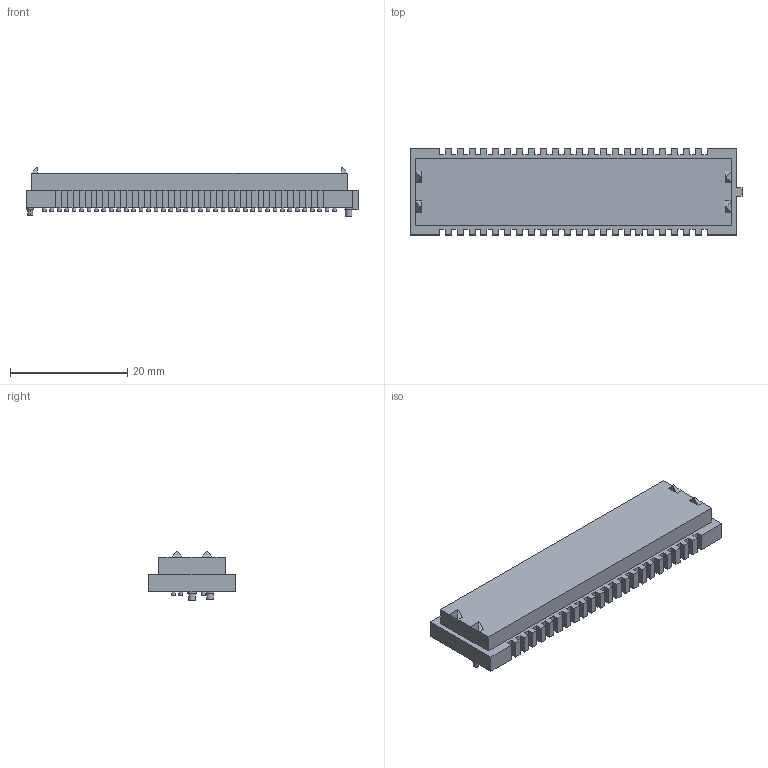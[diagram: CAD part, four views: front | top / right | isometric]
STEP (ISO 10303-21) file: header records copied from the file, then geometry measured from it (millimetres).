
FILE_DESCRIPTION( ( '' ), ' ' );
FILE_NAME( '5a5b64cdb9129c0ed2dfea42.step', '2018-01-14T14:10:22', ( '' ), ( '' ), ' ', ' ', ' ' );
FILE_SCHEMA( ( 'AUTOMOTIVE_DESIGN { 1 0 10303 214 1 1 1 1 }' ) );
Length unit declared in the file: metre
Products named in the file (1): Open CASCADE STEP translator 6.8 1
Bounding box: 56.67 x 14.68 x 8.43 mm (x, y, z)
Volume: 4165.6 mm3; surface area: 2840.9 mm2
Topology: 1 solids, 1 shells, 551 faces, 1142 edges, 758 vertices
Faces by surface type: plane 385, cylinder 162, extrusion 2, bspline 2
Full cylindrical faces by diameter (mm): 0.64 x160, 1.12 x1, 1.32 x1
Entity records: 23198 total; most frequent: CARTESIAN_POINT 2410, DIRECTION 2400, ORIENTED_EDGE 1960, STYLED_ITEM 1531, PRESENTATION_STYLE_ASSIGNMENT 1531, COLOUR_RGB 1531, EDGE_CURVE 980, CURVE_STYLE 980
